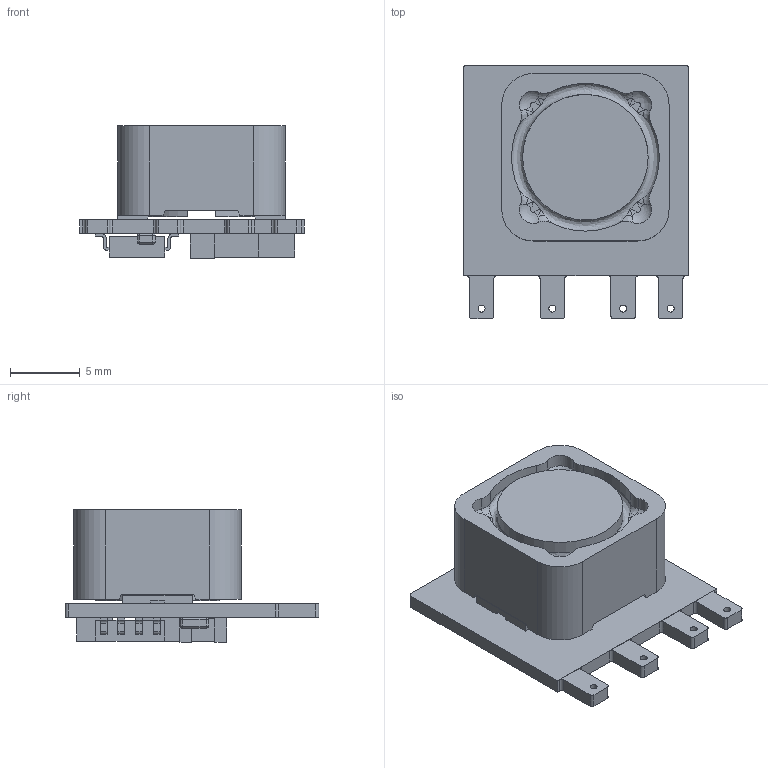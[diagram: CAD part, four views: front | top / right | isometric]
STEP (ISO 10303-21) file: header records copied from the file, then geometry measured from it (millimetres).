
FILE_DESCRIPTION(('FreeCAD Model'),'2;1');
FILE_NAME('Open CASCADE Shape Model','2024-04-14T19:50:22',(''),(''), 'Open CASCADE STEP processor 7.6','FreeCAD','Unknown');
FILE_SCHEMA(('AUTOMOTIVE_DESIGN { 1 0 10303 214 1 1 1 1 }'));
Length unit declared in the file: millimetre
Products named in the file (22): PS1_LS01-K3B05SS021_a3dcc8fdcf56; LS01-K3B05SS; LS01-K3B05SS001; LS01-K3B05SS002; LS01-K3B05SS003; LS01-K3B05SS004; LS01-K3B05SS005; LS01-K3B05SS006; LS01-K3B05SS007; LS01-K3B05SS008; LS01-K3B05SS009; LS01-K3B05SS010; LS01-K3B05SS011; LS01-K3B05SS012; LS01-K3B05SS013; LS01-K3B05SS014; LS01-K3B05SS015; LS01-K3B05SS016; LS01-K3B05SS017; LS01-K3B05SS018; LS01-K3B05SS019; LS01-K3B05SS020
Assembly tree (21 placements, depth 2):
  PS1_LS01-K3B05SS021_a3dcc8fdcf56
    LS01-K3B05SS
    LS01-K3B05SS001
    LS01-K3B05SS002
    LS01-K3B05SS003
    LS01-K3B05SS004
    LS01-K3B05SS005
    LS01-K3B05SS006
    LS01-K3B05SS007
    LS01-K3B05SS008
    LS01-K3B05SS009
    LS01-K3B05SS010
    LS01-K3B05SS011
    LS01-K3B05SS012
    LS01-K3B05SS013
    LS01-K3B05SS014
    LS01-K3B05SS015
    LS01-K3B05SS016
    LS01-K3B05SS017
    LS01-K3B05SS018
    LS01-K3B05SS019
    LS01-K3B05SS020
Bounding box: 16.13 x 18.17 x 9.5 mm (x, y, z)
Volume: 1095 mm3; surface area: 1838.9 mm2
Topology: 21 solids, 21 shells, 399 faces, 993 edges, 638 vertices
Faces by surface type: plane 239, cylinder 80, bspline 77, revolution 3
Full cylindrical faces by diameter (mm): 0.5 x4, 9 x1, 9.1 x1
Entity records: 16008 total; most frequent: CARTESIAN_POINT 6399, ORIENTED_EDGE 1970, DIRECTION 1693, EDGE_CURVE 985, VERTEX_POINT 638, LINE 638, VECTOR 638, AXIS2_PLACEMENT_3D 526
